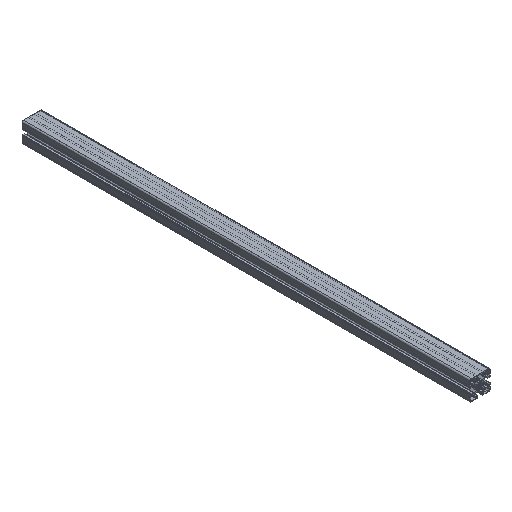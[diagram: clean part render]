
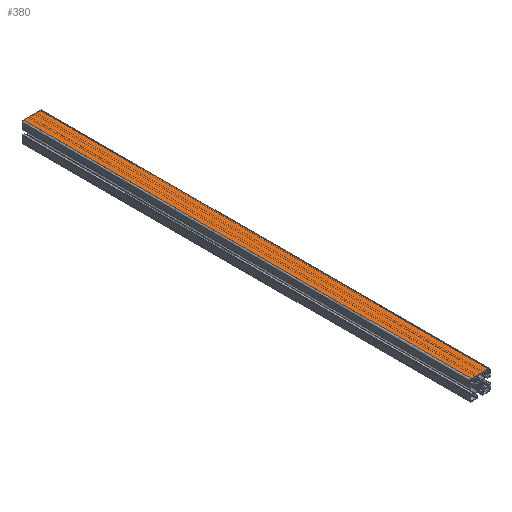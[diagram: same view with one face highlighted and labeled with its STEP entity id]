
A CAD part, isometric view. The second image highlights one B-rep face of the part: STEP entity #380.
In plain terms, the highlighted planar face has unit normal (0, 0, 1).
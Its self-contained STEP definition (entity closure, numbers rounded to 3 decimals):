
#380=ADVANCED_FACE('',(#858),#859,.F.);
#858=FACE_OUTER_BOUND('',#1346,.T.);
#859=PLANE('',#1347);
#1346=EDGE_LOOP('',(#3421,#3422,#3423,#3424));
#1347=AXIS2_PLACEMENT_3D('',#3425,#3426,#3427);
#3421=ORIENTED_EDGE('',*,*,#4001,.F.);
#3422=ORIENTED_EDGE('',*,*,#4196,.F.);
#3423=ORIENTED_EDGE('',*,*,#3720,.F.);
#3424=ORIENTED_EDGE('',*,*,#4195,.T.);
#3425=CARTESIAN_POINT('',(-0.023,3500.0,22.5));
#3426=DIRECTION('',(0.,0.,-1.0));
#3427=DIRECTION('',(-1.0,0.,0.));
#3720=EDGE_CURVE('',#4649,#4651,#4652,.T.);
#4001=EDGE_CURVE('',#5083,#5085,#5086,.T.);
#4195=EDGE_CURVE('',#4649,#5085,#5375,.T.);
#4196=EDGE_CURVE('',#4651,#5083,#5376,.T.);
#4649=VERTEX_POINT('',#5922);
#4651=VERTEX_POINT('',#5924);
#4652=LINE('',#5925,#5926);
#5083=VERTEX_POINT('',#6549);
#5085=VERTEX_POINT('',#6551);
#5086=LINE('',#6552,#6553);
#5375=LINE('',#6980,#6981);
#5376=LINE('',#6982,#6983);
#5922=CARTESIAN_POINT('',(-19.523,1000.0,22.5));
#5924=CARTESIAN_POINT('',(19.477,1000.0,22.5));
#5925=CARTESIAN_POINT('',(-0.023,1000.0,22.5));
#5926=VECTOR('',#7482,1.0);
#6549=CARTESIAN_POINT('',(19.477,0.0,22.5));
#6551=CARTESIAN_POINT('',(-19.523,0.0,22.5));
#6552=CARTESIAN_POINT('',(-0.023,0.0,22.5));
#6553=VECTOR('',#7939,1.0);
#6980=CARTESIAN_POINT('',(-19.523,3500.0,22.5));
#6981=VECTOR('',#8243,1.0);
#6982=CARTESIAN_POINT('',(19.477,3500.0,22.5));
#6983=VECTOR('',#8244,1.0);
#7482=DIRECTION('',(1.0,0.,0.));
#7939=DIRECTION('',(-1.0,0.,0.));
#8243=DIRECTION('',(0.,-1.0,0.0));
#8244=DIRECTION('',(0.,-1.0,0.0));
